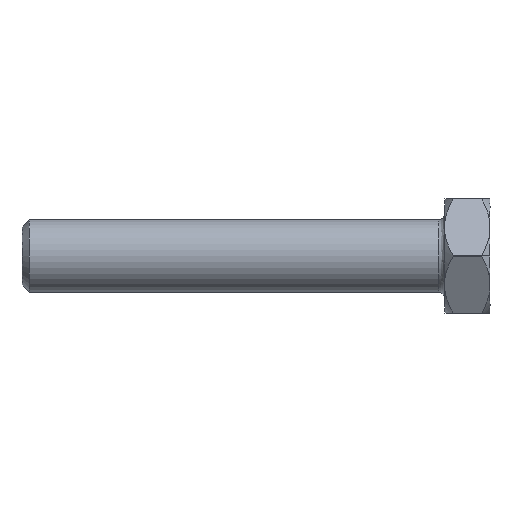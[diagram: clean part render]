
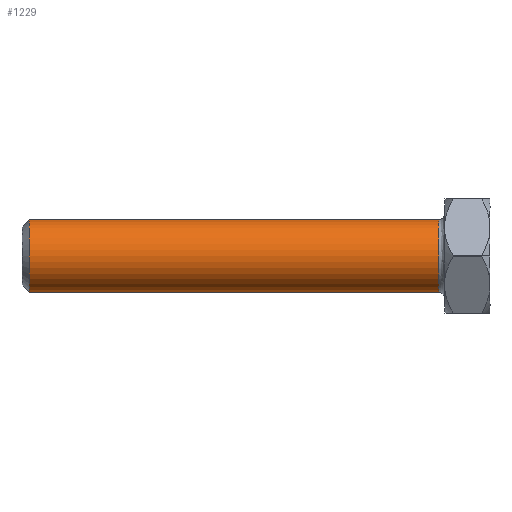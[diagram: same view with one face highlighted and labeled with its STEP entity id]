
A CAD part, left-side view. The second image highlights one B-rep face of the part: STEP entity #1229.
In plain terms, the highlighted cylindrical face has radius 6 mm (diameter 12 mm), a partial arc.
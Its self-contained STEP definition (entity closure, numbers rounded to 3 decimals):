
#15 = DIRECTION ( 'NONE',  ( 0., 1., 0. ) ) ;
#17 = CARTESIAN_POINT ( 'NONE',  ( 0., 37.084, 0. ) ) ;
#58 = CIRCLE ( 'NONE', #920, 6. ) ;
#66 = LINE ( 'NONE', #91, #731 ) ;
#79 = DIRECTION ( 'NONE',  ( 0., 1., 0. ) ) ;
#82 = DIRECTION ( 'NONE',  ( 0., 0., 1. ) ) ;
#89 = CARTESIAN_POINT ( 'NONE',  ( 0., 1., 0. ) ) ;
#91 = CARTESIAN_POINT ( 'NONE',  ( 0., 37.084, 6. ) ) ;
#92 = DIRECTION ( 'NONE',  ( 0., 1., 0. ) ) ;
#264 = ORIENTED_EDGE ( 'NONE', *, *, #1396, .T. ) ;
#362 = CYLINDRICAL_SURFACE ( 'NONE', #811, 6. ) ;
#426 = FACE_OUTER_BOUND ( 'NONE', #1143, .T. ) ;
#440 = CARTESIAN_POINT ( 'NONE',  ( 0., 1., 6. ) ) ;
#625 = VERTEX_POINT ( 'NONE', #1345 ) ;
#657 = VERTEX_POINT ( 'NONE', #1018 ) ;
#672 = EDGE_CURVE ( 'NONE', #625, #1552, #1297, .T. ) ;
#731 = VECTOR ( 'NONE', #92, 1000. ) ;
#811 = AXIS2_PLACEMENT_3D ( 'NONE', #17, #15, #1485 ) ;
#870 = ORIENTED_EDGE ( 'NONE', *, *, #1390, .T. ) ;
#884 = AXIS2_PLACEMENT_3D ( 'NONE', #89, #79, #82 ) ;
#920 = AXIS2_PLACEMENT_3D ( 'NONE', #1437, #1436, #1434 ) ;
#1001 = CARTESIAN_POINT ( 'NONE',  ( 0., 37.084, -6. ) ) ;
#1004 = DIRECTION ( 'NONE',  ( 0., 1., 0. ) ) ;
#1018 = CARTESIAN_POINT ( 'NONE',  ( 0., 68.8, 6. ) ) ;
#1033 = VERTEX_POINT ( 'NONE', #440 ) ;
#1143 = EDGE_LOOP ( 'NONE', ( #1169, #870, #264, #1493 ) ) ;
#1169 = ORIENTED_EDGE ( 'NONE', *, *, #672, .F. ) ;
#1174 = CIRCLE ( 'NONE', #884, 6. ) ;
#1229 = ADVANCED_FACE ( 'Fl�che1', ( #426 ), #362, .T. ) ;
#1277 = VECTOR ( 'NONE', #1004, 1000. ) ;
#1297 = LINE ( 'NONE', #1001, #1277 ) ;
#1331 = CARTESIAN_POINT ( 'NONE',  ( 0., 68.8, -6. ) ) ;
#1345 = CARTESIAN_POINT ( 'NONE',  ( 0., 1., -6. ) ) ;
#1390 = EDGE_CURVE ( 'NONE', #625, #1033, #1174, .T. ) ;
#1396 = EDGE_CURVE ( 'NONE', #1033, #657, #66, .T. ) ;
#1434 = DIRECTION ( 'NONE',  ( 0., 0., 1. ) ) ;
#1436 = DIRECTION ( 'NONE',  ( 0., -1., 0. ) ) ;
#1437 = CARTESIAN_POINT ( 'NONE',  ( 0., 68.8, 0. ) ) ;
#1439 = EDGE_CURVE ( 'NONE', #657, #1552, #58, .T. ) ;
#1485 = DIRECTION ( 'NONE',  ( 0., 0., 1. ) ) ;
#1493 = ORIENTED_EDGE ( 'NONE', *, *, #1439, .T. ) ;
#1552 = VERTEX_POINT ( 'NONE', #1331 ) ;
